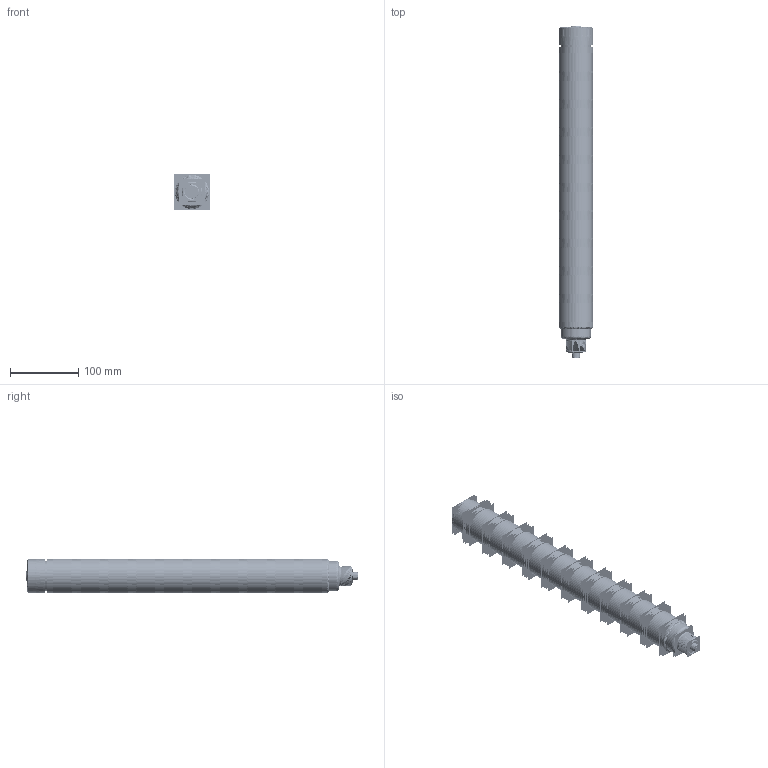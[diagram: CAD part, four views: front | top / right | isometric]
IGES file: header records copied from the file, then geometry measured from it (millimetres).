
Start section:  PTC IGES file: 205828.igs
Global section: file name: 205828.igs; native system: Creo Parametric by PTC Inc.; preprocessor: 2016260; author: pdmadmin; organization: Unknown; date: 20180427.130626; units: millimetre
Bounding box: 52.02 x 485.88 x 52 mm (x, y, z)
Volume: 269745 mm3; surface area: 2198561.3 mm2
Topology: 25 solids, 25 shells, 7870 faces, 39828 edges, 49913 vertices
Faces by surface type: bspline 4458, revolution 3412
